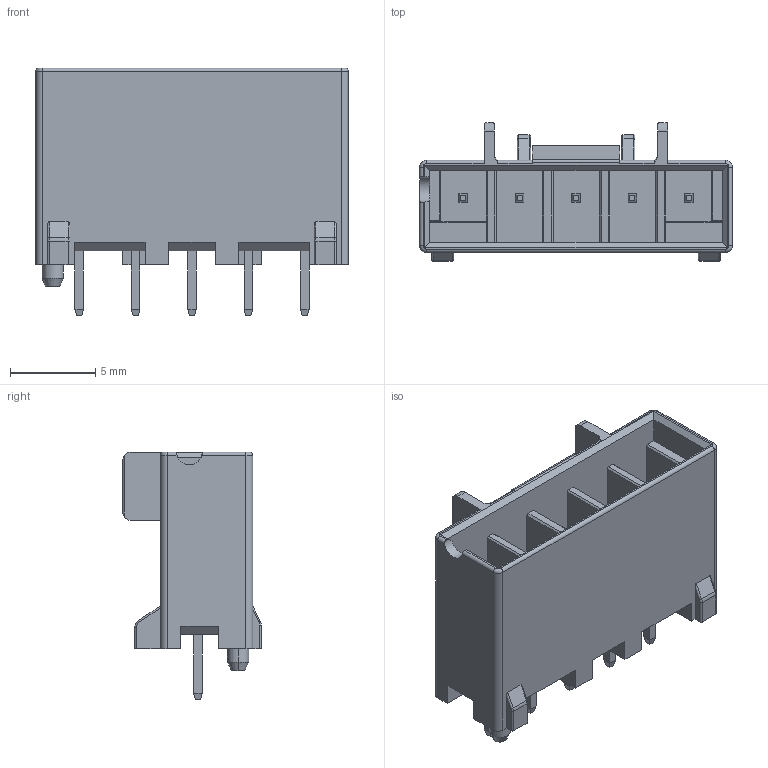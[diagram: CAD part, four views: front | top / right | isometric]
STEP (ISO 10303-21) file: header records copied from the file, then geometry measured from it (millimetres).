
FILE_DESCRIPTION(('Creo Elements/Direct Modeling STEP Export'),'2;1');
FILE_NAME('DF33C-5P-3.3DSA.stp','2015-10-14T 8:49:58',(''),(''),'Creo Elements/Direct Modeling STEP processor for AP214 (Solid Model)','Creo Elements/Direct Modeling 18.1E 22-Nov-2013 (C) Parametric Technology GmbH','');
FILE_SCHEMA(('AUTOMOTIVE_DESIGN { 1 0 10303 214 1 1 1 1 }'));
Length unit declared in the file: millimetre
Products named in the file (1): DF33C-5P-3.3DSA
Bounding box: 18.3 x 8.1 x 14.5 mm (x, y, z)
Volume: 549.1 mm3; surface area: 1463.2 mm2
Topology: 1 solids, 1 shells, 268 faces, 681 edges, 426 vertices
Faces by surface type: plane 208, cylinder 44, torus 12, cone 4
Entity records: 7934 total; most frequent: CARTESIAN_POINT 1473, ORIENTED_EDGE 1362, DIRECTION 1277, EDGE_CURVE 681, VECTOR 573, LINE 573, VERTEX_POINT 426, AXIS2_PLACEMENT_3D 352
